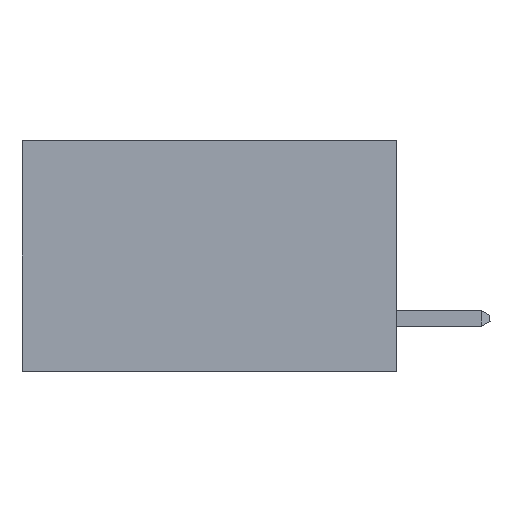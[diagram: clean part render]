
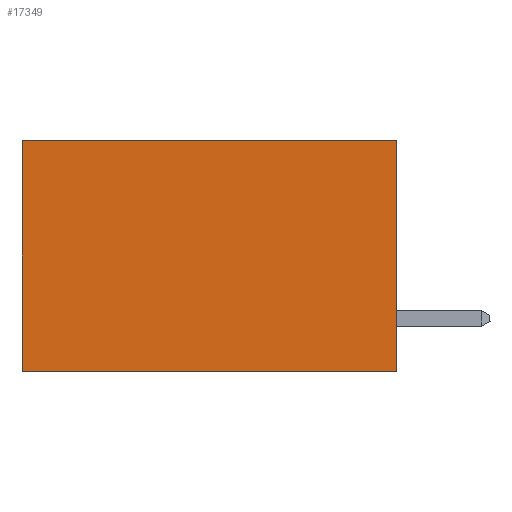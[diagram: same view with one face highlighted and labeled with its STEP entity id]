
A CAD part, left-side view. The second image highlights one B-rep face of the part: STEP entity #17349.
In plain terms, the highlighted planar face has unit normal (-1, 0, 0).
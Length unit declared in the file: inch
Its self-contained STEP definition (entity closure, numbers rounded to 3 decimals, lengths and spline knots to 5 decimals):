
#578 = CARTESIAN_POINT ( 'NONE',  ( 0.298, 0., 0. ) ) ;
#1874 = CARTESIAN_POINT ( 'NONE',  ( 0.298, 0., 0. ) ) ;
#3094 = CARTESIAN_POINT ( 'NONE',  ( 0.298, 0., 0. ) ) ;
#3202 = DIRECTION ( 'NONE',  ( 0., 0., -1. ) ) ;
#3364 = ORIENTED_EDGE ( 'NONE', *, *, #19301, .F. ) ;
#3727 = VERTEX_POINT ( 'NONE', #1874 ) ;
#3827 = CARTESIAN_POINT ( 'NONE',  ( 0.298, 0.6, -0.37 ) ) ;
#4120 = AXIS2_PLACEMENT_3D ( 'NONE', #11249, #30252, #16020 ) ;
#4306 = LINE ( 'NONE', #18470, #22720 ) ;
#4374 = ORIENTED_EDGE ( 'NONE', *, *, #15140, .F. ) ;
#5279 = VERTEX_POINT ( 'NONE', #23538 ) ;
#5425 = DIRECTION ( 'NONE',  ( 0., 1., 0. ) ) ;
#5913 = VERTEX_POINT ( 'NONE', #3827 ) ;
#6275 = CARTESIAN_POINT ( 'NONE',  ( 0.298, 0.6, 0. ) ) ;
#7353 = VECTOR ( 'NONE', #5425, 39.37008 ) ;
#8853 = PLANE ( 'NONE',  #4120 ) ;
#10490 = VECTOR ( 'NONE', #3202, 39.37008 ) ;
#11249 = CARTESIAN_POINT ( 'NONE',  ( 0.298, 0., 0. ) ) ;
#11350 = DIRECTION ( 'NONE',  ( 0., 1., 0. ) ) ;
#11548 = ORIENTED_EDGE ( 'NONE', *, *, #17135, .T. ) ;
#11637 = LINE ( 'NONE', #578, #24296 ) ;
#14476 = LINE ( 'NONE', #3094, #7353 ) ;
#15090 = EDGE_LOOP ( 'NONE', ( #11548, #3364, #4374, #28904 ) ) ;
#15140 = EDGE_CURVE ( 'NONE', #3727, #5279, #11637, .T. ) ;
#15186 = CARTESIAN_POINT ( 'NONE',  ( 0.298, 0.6, 0. ) ) ;
#16020 = DIRECTION ( 'NONE',  ( 0., 0., -1. ) ) ;
#17135 = EDGE_CURVE ( 'NONE', #28227, #5913, #23913, .T. ) ;
#17207 = FACE_OUTER_BOUND ( 'NONE', #15090, .T. ) ;
#17349 = ADVANCED_FACE ( 'NONE', ( #17207 ), #8853, .F. ) ;
#17440 = DIRECTION ( 'NONE',  ( 0., 0., -1. ) ) ;
#18470 = CARTESIAN_POINT ( 'NONE',  ( 0.298, 0., -0.37 ) ) ;
#19301 = EDGE_CURVE ( 'NONE', #5279, #5913, #4306, .T. ) ;
#22664 = EDGE_CURVE ( 'NONE', #3727, #28227, #14476, .T. ) ;
#22720 = VECTOR ( 'NONE', #11350, 39.37008 ) ;
#23538 = CARTESIAN_POINT ( 'NONE',  ( 0.298, 0., -0.37 ) ) ;
#23913 = LINE ( 'NONE', #15186, #10490 ) ;
#24296 = VECTOR ( 'NONE', #17440, 39.37008 ) ;
#28227 = VERTEX_POINT ( 'NONE', #6275 ) ;
#28904 = ORIENTED_EDGE ( 'NONE', *, *, #22664, .T. ) ;
#30252 = DIRECTION ( 'NONE',  ( 1., 0., 0. ) ) ;
